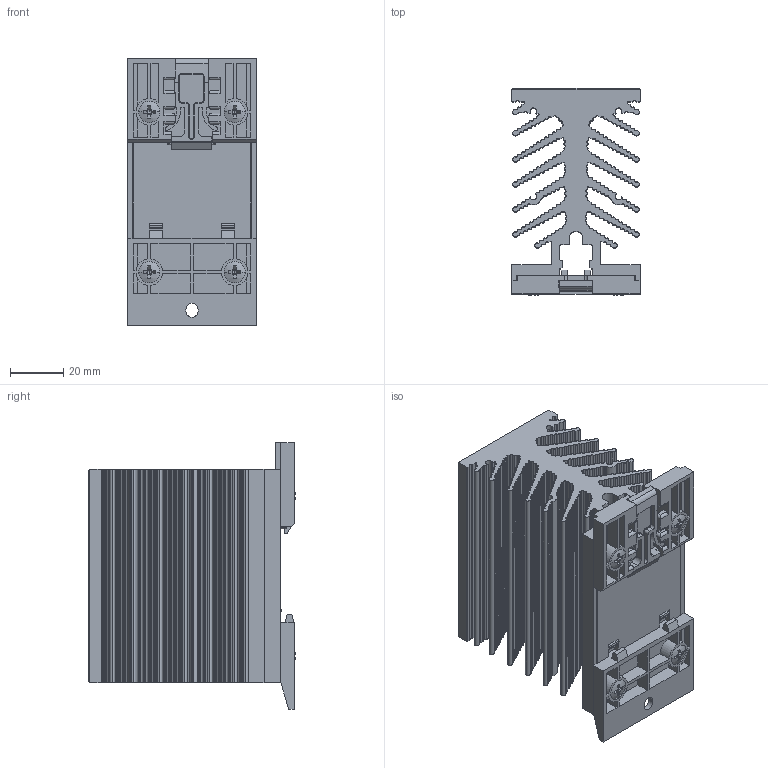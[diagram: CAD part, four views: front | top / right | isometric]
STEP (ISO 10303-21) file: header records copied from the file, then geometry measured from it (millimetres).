
FILE_DESCRIPTION (( 'STEP AP203' ), '1' );
FILE_NAME ('PTP052.STEP', '2020-12-17T07:30:17', ( 'Pavel' ), ( '' ), 'SwSTEP 2.0', 'SolidWorks 2016', '' );
FILE_SCHEMA (( 'CONFIG_CONTROL_DESIGN' ));
Length unit declared in the file: millimetre
Products named in the file (12): Âèíò ñ ïîëóïîòàéíîé ãîëîâêîé ÃÎÑÒ Ð ÈÑÎ 7047-M4x10; Çàùåëêà; Ðàäèàòîð äëÿ ðàñ÷åòà; PTP052; 砑鳧罻 din; ���� � ������������ �������� ���� � ��� 7047-M4x10_���� � ���㯮⠩��� �������� ���� � ��� 7047-M4x10
Assembly tree (7 placements, depth 2):
  Âèíò ñ ïîëóïîòàéíîé ãîëîâêîé ÃÎÑÒ Ð ÈÑÎ 7047-M4x10
  Ðàäèàòîð äëÿ ðàñ÷åòà
  Âèíò ñ ïîëóïîòàéíîé ãîëîâêîé ÃÎÑÒ Ð ÈÑÎ 7047-M4x10
  Âèíò ñ ïîëóïîòàéíîé ãîëîâêîé ÃÎÑÒ Ð ÈÑÎ 7047-M4x10
  PTP052
    Ðàäèàòîð äëÿ ðàñ÷åòà
    砑鳧罻 din
    ���� � ������������ �������� ���� � ��� 7047-M4x10_���� � ���㯮⠩��� �������� ���� � ��� 7047-M4x10  x4
    Çàùåëêà
Bounding box: 48 x 77.44 x 100 mm (x, y, z)
Volume: 142529.2 mm3; surface area: 90513 mm2
Topology: 7 solids, 7 shells, 1489 faces, 4246 edges, 2758 vertices
Faces by surface type: cylinder 935, plane 463, cone 64, sphere 20, torus 7
Entity records: 47506 total; most frequent: DIRECTION 8673, CARTESIAN_POINT 8082, ORIENTED_EDGE 7980, EDGE_CURVE 3990, AXIS2_PLACEMENT_3D 3296, VERTEX_POINT 2617, LINE 2081, VECTOR 2081
